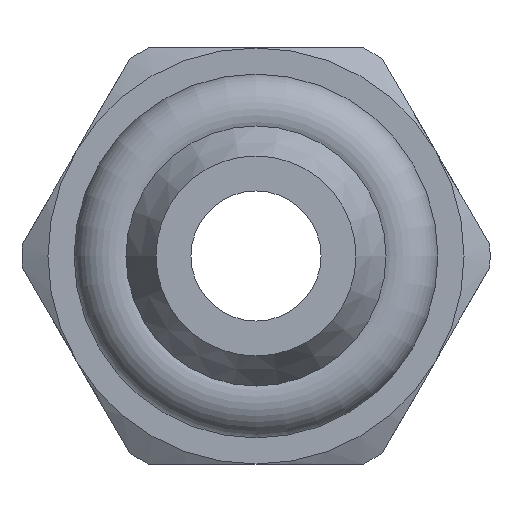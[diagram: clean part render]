
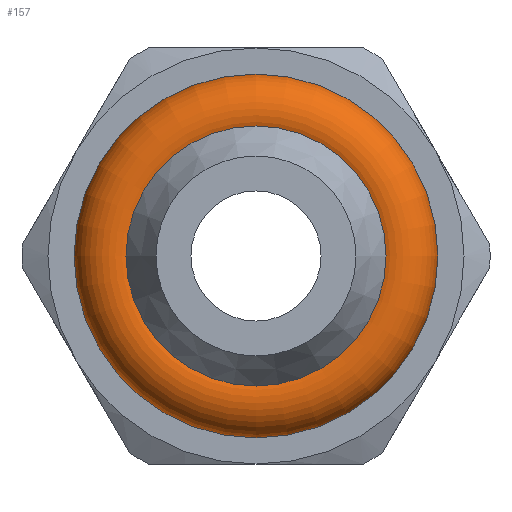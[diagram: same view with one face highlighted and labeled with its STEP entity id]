
A CAD part, front view. The second image highlights one B-rep face of the part: STEP entity #157.
In plain terms, the highlighted toroidal (fillet/blend) face has major radius 2.75 mm and minor radius 0.75 mm.
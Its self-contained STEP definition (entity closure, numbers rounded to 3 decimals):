
#157 = ADVANCED_FACE( 'NONE', ( #239, #240 ), #241, .T. );
#239 = FACE_OUTER_BOUND( '', #357, .T. );
#240 = FACE_OUTER_BOUND( '', #358, .T. );
#241 = TOROIDAL_SURFACE( '', #359, 2.75, 0.75 );
#357 = EDGE_LOOP( '', ( #587 ) );
#358 = EDGE_LOOP( '', ( #588 ) );
#359 = AXIS2_PLACEMENT_3D( '', #589, #590, #591 );
#587 = ORIENTED_EDGE( '', *, *, #787, .T. );
#588 = ORIENTED_EDGE( '', *, *, #789, .T. );
#589 = CARTESIAN_POINT( '', ( 0., 4.05, 0. ) );
#590 = DIRECTION( '', ( 0., -1., 0. ) );
#591 = DIRECTION( '', ( 0., 0., 1. ) );
#787 = EDGE_CURVE( 'NONE', #916, #916, #917, .T. );
#789 = EDGE_CURVE( 'NONE', #920, #920, #921, .T. );
#916 = VERTEX_POINT( '', #1148 );
#917 = CIRCLE( '', #1149, 3.498 );
#920 = VERTEX_POINT( '', #1152 );
#921 = CIRCLE( '', #1153, 2.002 );
#1148 = CARTESIAN_POINT( '', ( 3.498, 4., 0. ) );
#1149 = AXIS2_PLACEMENT_3D( '', #1277, #1278, #1279 );
#1152 = CARTESIAN_POINT( '', ( -2.002, 4., 0. ) );
#1153 = AXIS2_PLACEMENT_3D( '', #1283, #1284, #1285 );
#1277 = CARTESIAN_POINT( '', ( 0., 4., 0. ) );
#1278 = DIRECTION( '', ( 0., -1., 0. ) );
#1279 = DIRECTION( '', ( 1., 0., 0. ) );
#1283 = CARTESIAN_POINT( '', ( 0., 4., 0. ) );
#1284 = DIRECTION( '', ( 0., 1., 0. ) );
#1285 = DIRECTION( '', ( -1., 0., 0. ) );
